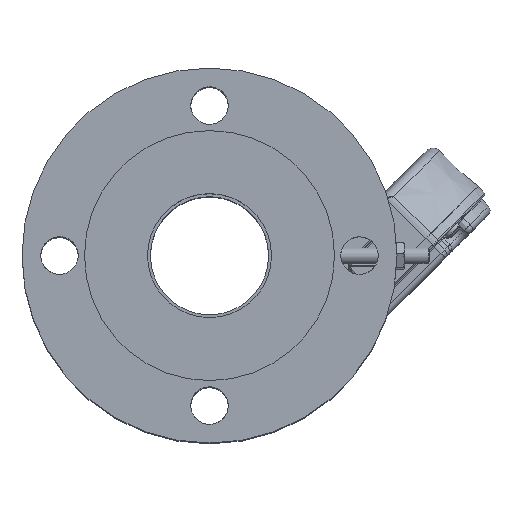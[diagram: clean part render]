
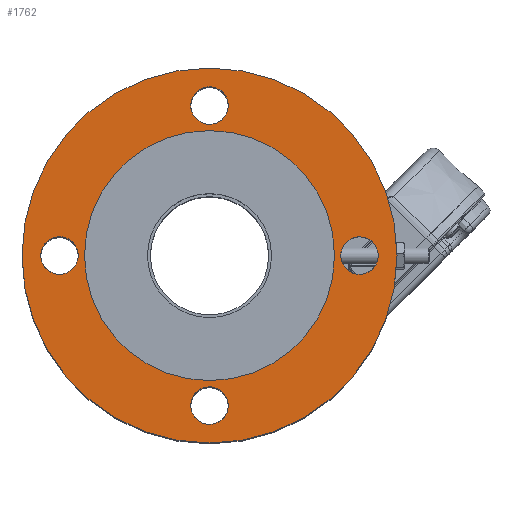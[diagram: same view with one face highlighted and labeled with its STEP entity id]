
A CAD part, top view. The second image highlights one B-rep face of the part: STEP entity #1762.
In plain terms, the highlighted planar face has unit normal (0, 0, 1).
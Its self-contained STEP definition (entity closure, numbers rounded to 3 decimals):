
#910=FACE_BOUND('',#3521,.T.);
#911=FACE_BOUND('',#3522,.T.);
#912=FACE_BOUND('',#3523,.T.);
#913=FACE_BOUND('',#3524,.T.);
#914=FACE_BOUND('',#3525,.T.);
#915=FACE_BOUND('',#3526,.T.);
#1762=ADVANCED_FACE('',(#910,#911,#912,#913,#914,#915),#2273,.T.);
#2273=PLANE('',#13343);
#3521=EDGE_LOOP('',(#6840));
#3522=EDGE_LOOP('',(#6841));
#3523=EDGE_LOOP('',(#6842));
#3524=EDGE_LOOP('',(#6843));
#3525=EDGE_LOOP('',(#6844));
#3526=EDGE_LOOP('',(#6845));
#4360=CIRCLE('',#13337,9.525);
#4361=CIRCLE('',#13338,9.525);
#4362=CIRCLE('',#13339,9.525);
#4363=CIRCLE('',#13340,9.525);
#4364=CIRCLE('',#13341,63.5);
#4365=CIRCLE('',#13342,95.25);
#6840=ORIENTED_EDGE('',*,*,#10609,.T.);
#6841=ORIENTED_EDGE('',*,*,#10610,.T.);
#6842=ORIENTED_EDGE('',*,*,#10611,.T.);
#6843=ORIENTED_EDGE('',*,*,#10612,.T.);
#6844=ORIENTED_EDGE('',*,*,#10613,.F.);
#6845=ORIENTED_EDGE('',*,*,#10614,.F.);
#9117=VERTEX_POINT('',#31515);
#9118=VERTEX_POINT('',#31517);
#9119=VERTEX_POINT('',#31519);
#9120=VERTEX_POINT('',#31521);
#9121=VERTEX_POINT('',#31523);
#9122=VERTEX_POINT('',#31525);
#10609=EDGE_CURVE('',#9117,#9117,#4360,.T.);
#10610=EDGE_CURVE('',#9118,#9118,#4361,.T.);
#10611=EDGE_CURVE('',#9119,#9119,#4362,.T.);
#10612=EDGE_CURVE('',#9120,#9120,#4363,.T.);
#10613=EDGE_CURVE('',#9121,#9121,#4364,.T.);
#10614=EDGE_CURVE('',#9122,#9122,#4365,.T.);
#13337=AXIS2_PLACEMENT_3D('',#31514,#16123,#16124);
#13338=AXIS2_PLACEMENT_3D('',#31516,#16125,#16126);
#13339=AXIS2_PLACEMENT_3D('',#31518,#16127,#16128);
#13340=AXIS2_PLACEMENT_3D('',#31520,#16129,#16130);
#13341=AXIS2_PLACEMENT_3D('',#31522,#16131,#16132);
#13342=AXIS2_PLACEMENT_3D('',#31524,#16133,#16134);
#13343=AXIS2_PLACEMENT_3D('',#31526,#16135,#16136);
#16123=DIRECTION('',(0.,0.,-1.));
#16124=DIRECTION('',(-0.707,-0.707,0.));
#16125=DIRECTION('',(0.,0.,-1.));
#16126=DIRECTION('',(0.707,-0.707,0.));
#16127=DIRECTION('',(0.,0.,-1.));
#16128=DIRECTION('',(0.707,0.707,0.));
#16129=DIRECTION('',(0.,0.,-1.));
#16130=DIRECTION('',(-0.707,0.707,0.));
#16131=DIRECTION('',(0.,0.,1.));
#16132=DIRECTION('',(1.,0.,0.));
#16133=DIRECTION('',(0.,0.,-1.));
#16134=DIRECTION('',(-1.,0.,0.));
#16135=DIRECTION('',(0.,0.,1.));
#16136=DIRECTION('',(-1.,0.,0.));
#31514=CARTESIAN_POINT('',(-1.588,76.2,185.413));
#31515=CARTESIAN_POINT('',(-8.323,69.465,185.413));
#31516=CARTESIAN_POINT('',(-77.788,0.,185.413));
#31517=CARTESIAN_POINT('',(-71.052,-6.735,185.413));
#31518=CARTESIAN_POINT('',(-1.588,-76.2,185.413));
#31519=CARTESIAN_POINT('',(5.148,-69.465,185.413));
#31520=CARTESIAN_POINT('',(74.613,0.,185.413));
#31521=CARTESIAN_POINT('',(67.877,6.735,185.413));
#31522=CARTESIAN_POINT('',(-1.588,0.,185.413));
#31523=CARTESIAN_POINT('',(61.913,0.,185.413));
#31524=CARTESIAN_POINT('',(-1.588,0.,185.413));
#31525=CARTESIAN_POINT('',(-96.838,0.,185.413));
#31526=CARTESIAN_POINT('',(-1.588,0.,185.413));
